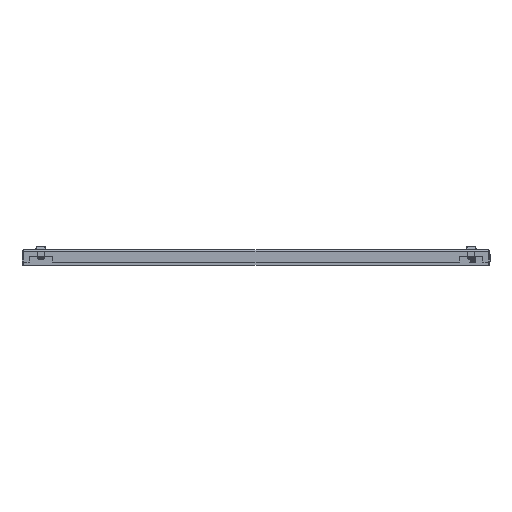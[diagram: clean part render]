
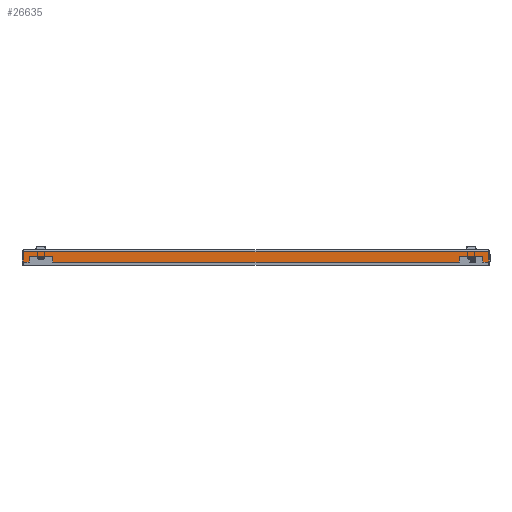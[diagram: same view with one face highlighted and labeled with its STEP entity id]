
A CAD part, left-side view. The second image highlights one B-rep face of the part: STEP entity #26635.
In plain terms, the highlighted planar face has unit normal (-1, 0, 0).
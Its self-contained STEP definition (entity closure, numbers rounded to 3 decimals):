
#7583 = EDGE_LOOP ( 'NONE', ( #56442, #56434, #56426, #56410, #56404, #56424, #56432, #56430, #56420, #56412, #56392, #56422 ) ) ;
#11768 = AXIS2_PLACEMENT_3D ( 'NONE', #51080, #51164, #51166 ) ;
#12335 = FACE_OUTER_BOUND ( 'NONE', #7583, .T. ) ;
#26635 = ADVANCED_FACE ( 'NONE', ( #12335 ), #51160, .F. ) ;
#51080 = CARTESIAN_POINT ( 'NONE',  ( -432.5, -298., 0. ) ) ;
#51160 = PLANE ( 'NONE',  #11768 ) ;
#51164 = DIRECTION ( 'NONE',  ( 1., 0., 0. ) ) ;
#51166 = DIRECTION ( 'NONE',  ( 0., 0., -1. ) ) ;
#51261 = VERTEX_POINT ( 'NONE', #73512 ) ;
#51274 = VERTEX_POINT ( 'NONE', #73520 ) ;
#51310 = VERTEX_POINT ( 'NONE', #73540 ) ;
#51318 = VERTEX_POINT ( 'NONE', #73535 ) ;
#52348 = VERTEX_POINT ( 'NONE', #75290 ) ;
#52378 = VERTEX_POINT ( 'NONE', #75296 ) ;
#52391 = VERTEX_POINT ( 'NONE', #75311 ) ;
#52394 = VERTEX_POINT ( 'NONE', #75302 ) ;
#52408 = VERTEX_POINT ( 'NONE', #75308 ) ;
#52418 = VERTEX_POINT ( 'NONE', #75326 ) ;
#52431 = VERTEX_POINT ( 'NONE', #75335 ) ;
#52478 = VERTEX_POINT ( 'NONE', #75347 ) ;
#56392 = ORIENTED_EDGE ( 'NONE', *, *, #90361, .F. ) ;
#56404 = ORIENTED_EDGE ( 'NONE', *, *, #90337, .F. ) ;
#56410 = ORIENTED_EDGE ( 'NONE', *, *, #90331, .F. ) ;
#56412 = ORIENTED_EDGE ( 'NONE', *, *, #90346, .F. ) ;
#56420 = ORIENTED_EDGE ( 'NONE', *, *, #90348, .F. ) ;
#56422 = ORIENTED_EDGE ( 'NONE', *, *, #90322, .F. ) ;
#56424 = ORIENTED_EDGE ( 'NONE', *, *, #90333, .F. ) ;
#56426 = ORIENTED_EDGE ( 'NONE', *, *, #90328, .F. ) ;
#56430 = ORIENTED_EDGE ( 'NONE', *, *, #90354, .F. ) ;
#56432 = ORIENTED_EDGE ( 'NONE', *, *, #90310, .F. ) ;
#56434 = ORIENTED_EDGE ( 'NONE', *, *, #90334, .F. ) ;
#56442 = ORIENTED_EDGE ( 'NONE', *, *, #88734, .F. ) ;
#66781 = LINE ( 'NONE', #76907, #66784 ) ;
#66784 = VECTOR ( 'NONE', #76912, 1000. ) ;
#66836 = LINE ( 'NONE', #77505, #66839 ) ;
#66839 = VECTOR ( 'NONE', #77511, 1000. ) ;
#66854 = LINE ( 'NONE', #77556, #66863 ) ;
#66863 = VECTOR ( 'NONE', #77598, 1000. ) ;
#66872 = LINE ( 'NONE', #77645, #66875 ) ;
#66875 = VECTOR ( 'NONE', #77651, 1000. ) ;
#66878 = LINE ( 'NONE', #77669, #66881 ) ;
#66880 = LINE ( 'NONE', #77648, #66887 ) ;
#66881 = VECTOR ( 'NONE', #77675, 1000. ) ;
#66882 = LINE ( 'NONE', #77683, #66885 ) ;
#66885 = VECTOR ( 'NONE', #77689, 1000. ) ;
#66887 = VECTOR ( 'NONE', #77692, 1000. ) ;
#66890 = LINE ( 'NONE', #77714, #66893 ) ;
#66893 = VECTOR ( 'NONE', #77719, 1000. ) ;
#66906 = LINE ( 'NONE', #83709, #66911 ) ;
#66910 = LINE ( 'NONE', #83731, #66915 ) ;
#66911 = VECTOR ( 'NONE', #83733, 1000. ) ;
#66915 = VECTOR ( 'NONE', #83743, 1000. ) ;
#66918 = LINE ( 'NONE', #83757, #66921 ) ;
#66921 = VECTOR ( 'NONE', #83760, 1000. ) ;
#66922 = LINE ( 'NONE', #83749, #66927 ) ;
#66927 = VECTOR ( 'NONE', #83773, 1000. ) ;
#73512 = CARTESIAN_POINT ( 'NONE',  ( -432.5, 298., -14. ) ) ;
#73520 = CARTESIAN_POINT ( 'NONE',  ( -432.5, -260., -14. ) ) ;
#73535 = CARTESIAN_POINT ( 'NONE',  ( -432.5, 290., -14. ) ) ;
#73540 = CARTESIAN_POINT ( 'NONE',  ( -432.5, 298., -0.75 ) ) ;
#75290 = CARTESIAN_POINT ( 'NONE',  ( -432.5, -298., -0.75 ) ) ;
#75296 = CARTESIAN_POINT ( 'NONE',  ( -432.5, -298., -14. ) ) ;
#75302 = CARTESIAN_POINT ( 'NONE',  ( -432.5, -290., -14. ) ) ;
#75308 = CARTESIAN_POINT ( 'NONE',  ( -432.5, 260., -6.5 ) ) ;
#75311 = CARTESIAN_POINT ( 'NONE',  ( -432.5, 260., -14. ) ) ;
#75326 = CARTESIAN_POINT ( 'NONE',  ( -432.5, 290., -6.5 ) ) ;
#75335 = CARTESIAN_POINT ( 'NONE',  ( -432.5, -290., -6.5 ) ) ;
#75347 = CARTESIAN_POINT ( 'NONE',  ( -432.5, -260., -6.5 ) ) ;
#76907 = CARTESIAN_POINT ( 'NONE',  ( -432.5, 596.003, -0.75 ) ) ;
#76912 = DIRECTION ( 'NONE',  ( 0., -1., 0. ) ) ;
#77505 = CARTESIAN_POINT ( 'NONE',  ( -432.5, -298., -14. ) ) ;
#77511 = DIRECTION ( 'NONE',  ( 0., 1., 0. ) ) ;
#77556 = CARTESIAN_POINT ( 'NONE',  ( -432.5, -298., 0. ) ) ;
#77598 = DIRECTION ( 'NONE',  ( 0., 0., -1. ) ) ;
#77645 = CARTESIAN_POINT ( 'NONE',  ( -432.5, -298., -14. ) ) ;
#77648 = CARTESIAN_POINT ( 'NONE',  ( -432.5, 298., 0. ) ) ;
#77651 = DIRECTION ( 'NONE',  ( 0., 1., 0. ) ) ;
#77669 = CARTESIAN_POINT ( 'NONE',  ( -432.5, 290., 0. ) ) ;
#77675 = DIRECTION ( 'NONE',  ( 0., 0., -1. ) ) ;
#77683 = CARTESIAN_POINT ( 'NONE',  ( -432.5, 260., 0. ) ) ;
#77689 = DIRECTION ( 'NONE',  ( 0., 0., 1. ) ) ;
#77692 = DIRECTION ( 'NONE',  ( 0., 0., 1. ) ) ;
#77714 = CARTESIAN_POINT ( 'NONE',  ( -432.5, -298., -6.5 ) ) ;
#77719 = DIRECTION ( 'NONE',  ( 0., 1., 0. ) ) ;
#83709 = CARTESIAN_POINT ( 'NONE',  ( -432.5, -290., 0. ) ) ;
#83731 = CARTESIAN_POINT ( 'NONE',  ( -432.5, -298., -6.5 ) ) ;
#83733 = DIRECTION ( 'NONE',  ( 0., 0., 1. ) ) ;
#83743 = DIRECTION ( 'NONE',  ( 0., 1., 0. ) ) ;
#83749 = CARTESIAN_POINT ( 'NONE',  ( -432.5, -298., -14. ) ) ;
#83757 = CARTESIAN_POINT ( 'NONE',  ( -432.5, -260., 0. ) ) ;
#83760 = DIRECTION ( 'NONE',  ( 0., 0., -1. ) ) ;
#83773 = DIRECTION ( 'NONE',  ( 0., 1., 0. ) ) ;
#88734 = EDGE_CURVE ( 'NONE', #51310, #52348, #66781, .T. ) ;
#90310 = EDGE_CURVE ( 'NONE', #51274, #52391, #66836, .T. ) ;
#90322 = EDGE_CURVE ( 'NONE', #52348, #52378, #66854, .T. ) ;
#90328 = EDGE_CURVE ( 'NONE', #51318, #51261, #66872, .T. ) ;
#90331 = EDGE_CURVE ( 'NONE', #52418, #51318, #66878, .T. ) ;
#90333 = EDGE_CURVE ( 'NONE', #52391, #52408, #66882, .T. ) ;
#90334 = EDGE_CURVE ( 'NONE', #51261, #51310, #66880, .T. ) ;
#90337 = EDGE_CURVE ( 'NONE', #52408, #52418, #66890, .T. ) ;
#90346 = EDGE_CURVE ( 'NONE', #52394, #52431, #66906, .T. ) ;
#90348 = EDGE_CURVE ( 'NONE', #52431, #52478, #66910, .T. ) ;
#90354 = EDGE_CURVE ( 'NONE', #52478, #51274, #66918, .T. ) ;
#90361 = EDGE_CURVE ( 'NONE', #52378, #52394, #66922, .T. ) ;
